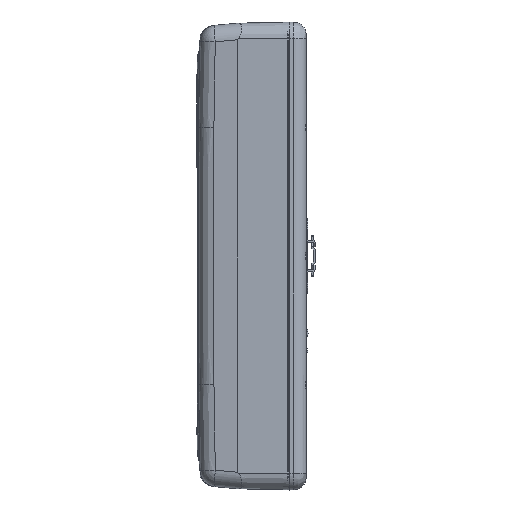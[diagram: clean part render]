
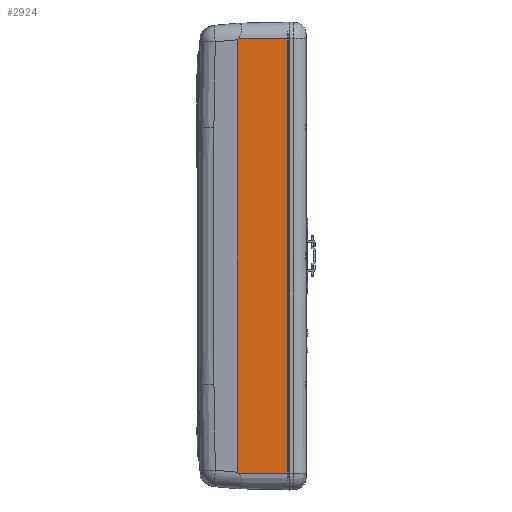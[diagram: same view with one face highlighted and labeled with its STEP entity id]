
A CAD part, left-side view. The second image highlights one B-rep face of the part: STEP entity #2924.
In plain terms, the highlighted planar face has unit normal (-1, 0.023, 0).
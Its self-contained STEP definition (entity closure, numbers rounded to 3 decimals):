
#1008 = CARTESIAN_POINT ( 'NONE',  ( -37.046, 207.206, -133.901 ) ) ;
#2924 = ADVANCED_FACE ( 'NONE', ( #23691 ), #53973, .T. ) ;
#5390 = VERTEX_POINT ( 'NONE', #20804 ) ;
#5609 = EDGE_CURVE ( 'NONE', #73852, #34382, #6351, .T. ) ;
#5653 = CARTESIAN_POINT ( 'NONE',  ( -37.753, 176.002, 258.298 ) ) ;
#6351 = LINE ( 'NONE', #29522, #15558 ) ;
#7316 = CARTESIAN_POINT ( 'NONE',  ( -38.104, 160.511, 178.297 ) ) ;
#8854 = DIRECTION ( 'NONE',  ( 0., 0., 1. ) ) ;
#9168 = EDGE_CURVE ( 'NONE', #5390, #36641, #71174, .T. ) ;
#10692 = CARTESIAN_POINT ( 'NONE',  ( -38.1, 160.716, -80.869 ) ) ;
#11214 = ORIENTED_EDGE ( 'NONE', *, *, #49562, .F. ) ;
#12007 =( BOUNDED_CURVE ( )  B_SPLINE_CURVE ( 3, ( #70310, #71420, #1008, #65739 ),
 .UNSPECIFIED., .F., .F. ) 
 B_SPLINE_CURVE_WITH_KNOTS ( ( 4, 4 ),
 ( 3.147, 3.203 ),
 .UNSPECIFIED. ) 
 CURVE ( )  GEOMETRIC_REPRESENTATION_ITEM ( )  RATIONAL_B_SPLINE_CURVE ( ( 1., 1., 1., 1. ) ) 
 REPRESENTATION_ITEM ( '' )  );
#13283 = CARTESIAN_POINT ( 'NONE',  ( -37.049, 206.986, 258.3 ) ) ;
#13390 = CARTESIAN_POINT ( 'NONE',  ( -38.097, 160.855, -134.202 ) ) ;
#13942 = B_SPLINE_CURVE_WITH_KNOTS ( 'NONE', 3,
 ( #36150, #59226, #42184, #7316 ),
 .UNSPECIFIED., .F., .F.,
 ( 4, 4 ),
 ( 0., 1. ),
 .UNSPECIFIED. ) ;
#15493 = VECTOR ( 'NONE', #31213, 1000. ) ;
#15558 = VECTOR ( 'NONE', #52603, 1000. ) ;
#16667 = CARTESIAN_POINT ( 'NONE',  ( -37.049, 206.986, 258.3 ) ) ;
#17099 = CARTESIAN_POINT ( 'NONE',  ( -37.043, 207.327, -133.329 ) ) ;
#20804 = CARTESIAN_POINT ( 'NONE',  ( -37.04, 207.356, 257.428 ) ) ;
#21644 = EDGE_CURVE ( 'NONE', #35921, #72622, #65269, .T. ) ;
#21673 = VERTEX_POINT ( 'NONE', #44415 ) ;
#22366 = ORIENTED_EDGE ( 'NONE', *, *, #30127, .T. ) ;
#23101 = CARTESIAN_POINT ( 'NONE',  ( -38.104, 160.511, 258.298 ) ) ;
#23691 = FACE_OUTER_BOUND ( 'NONE', #53978, .T. ) ;
#24088 = ORIENTED_EDGE ( 'NONE', *, *, #70381, .T. ) ;
#26685 = DIRECTION ( 'NONE',  ( -1., 0.023, 0. ) ) ;
#29254 = B_SPLINE_CURVE_WITH_KNOTS ( 'NONE', 3,
 ( #16667, #39415, #5653, #23101 ),
 .UNSPECIFIED., .F., .F.,
 ( 4, 4 ),
 ( 0., 1. ),
 .UNSPECIFIED. ) ;
#29522 = CARTESIAN_POINT ( 'NONE',  ( -38.104, 160.511, 62.049 ) ) ;
#30127 = EDGE_CURVE ( 'NONE', #72622, #70438, #50384, .T. ) ;
#30161 = CARTESIAN_POINT ( 'NONE',  ( -37.051, 206.964, -134.202 ) ) ;
#31213 = DIRECTION ( 'NONE',  ( -0.023, -1., 0. ) ) ;
#31306 = CARTESIAN_POINT ( 'NONE',  ( -38.101, 160.718, -54.202 ) ) ;
#31939 = ORIENTED_EDGE ( 'NONE', *, *, #5609, .T. ) ;
#32613 =( BOUNDED_CURVE ( )  B_SPLINE_CURVE ( 3, ( #13283, #36425, #42834, #59875 ),
 .UNSPECIFIED., .F., .F. ) 
 B_SPLINE_CURVE_WITH_KNOTS ( ( 4, 4 ),
 ( 3.08, 3.136 ),
 .UNSPECIFIED. ) 
 CURVE ( )  GEOMETRIC_REPRESENTATION_ITEM ( )  RATIONAL_B_SPLINE_CURVE ( ( 1., 1., 1., 1. ) ) 
 REPRESENTATION_ITEM ( '' )  );
#34382 = VERTEX_POINT ( 'NONE', #55536 ) ;
#35921 = VERTEX_POINT ( 'NONE', #30161 ) ;
#36150 = CARTESIAN_POINT ( 'NONE',  ( -38.101, 160.718, -54.202 ) ) ;
#36425 = CARTESIAN_POINT ( 'NONE',  ( -37.043, 207.234, 258.002 ) ) ;
#36641 = VERTEX_POINT ( 'NONE', #17099 ) ;
#37135 = DIRECTION ( 'NONE',  ( 0., 0., -1. ) ) ;
#39415 = CARTESIAN_POINT ( 'NONE',  ( -37.401, 191.493, 258.298 ) ) ;
#42184 = CARTESIAN_POINT ( 'NONE',  ( -38.103, 160.581, 100.797 ) ) ;
#42834 = CARTESIAN_POINT ( 'NONE',  ( -37.04, 207.356, 257.71 ) ) ;
#44415 = CARTESIAN_POINT ( 'NONE',  ( -37.049, 206.986, 258.3 ) ) ;
#46170 = CARTESIAN_POINT ( 'NONE',  ( -38.101, 160.712, -134.202 ) ) ;
#48848 = CARTESIAN_POINT ( 'NONE',  ( -37.042, 207.341, 62.045 ) ) ;
#49562 = EDGE_CURVE ( 'NONE', #21673, #34382, #29254, .T. ) ;
#50371 = CARTESIAN_POINT ( 'NONE',  ( -38.104, 160.511, 178.297 ) ) ;
#50384 = B_SPLINE_CURVE_WITH_KNOTS ( 'NONE', 3,
 ( #62600, #56189, #10692, #50500 ),
 .UNSPECIFIED., .F., .F.,
 ( 4, 4 ),
 ( 0., 1. ),
 .UNSPECIFIED. ) ;
#50500 = CARTESIAN_POINT ( 'NONE',  ( -38.101, 160.718, -54.202 ) ) ;
#52603 = DIRECTION ( 'NONE',  ( 0., 0., 1. ) ) ;
#53973 = PLANE ( 'NONE',  #64535 ) ;
#53978 = EDGE_LOOP ( 'NONE', ( #56871, #69705, #24088, #73284, #22366, #56446, #31939, #11214 ) ) ;
#54977 = EDGE_CURVE ( 'NONE', #21673, #5390, #32613, .T. ) ;
#55500 = EDGE_CURVE ( 'NONE', #70438, #73852, #13942, .T. ) ;
#55536 = CARTESIAN_POINT ( 'NONE',  ( -38.104, 160.511, 258.298 ) ) ;
#56189 = CARTESIAN_POINT ( 'NONE',  ( -38.101, 160.714, -107.535 ) ) ;
#56446 = ORIENTED_EDGE ( 'NONE', *, *, #55500, .T. ) ;
#56871 = ORIENTED_EDGE ( 'NONE', *, *, #54977, .T. ) ;
#58122 = VECTOR ( 'NONE', #37135, 1000. ) ;
#59226 = CARTESIAN_POINT ( 'NONE',  ( -38.101, 160.649, 23.297 ) ) ;
#59875 = CARTESIAN_POINT ( 'NONE',  ( -37.04, 207.356, 257.428 ) ) ;
#62600 = CARTESIAN_POINT ( 'NONE',  ( -38.101, 160.712, -134.202 ) ) ;
#64535 = AXIS2_PLACEMENT_3D ( 'NONE', #67173, #26685, #8854 ) ;
#65269 = LINE ( 'NONE', #13390, #15493 ) ;
#65739 = CARTESIAN_POINT ( 'NONE',  ( -37.051, 206.964, -134.202 ) ) ;
#67173 = CARTESIAN_POINT ( 'NONE',  ( -38.104, 160.512, 62.048 ) ) ;
#69705 = ORIENTED_EDGE ( 'NONE', *, *, #9168, .T. ) ;
#70310 = CARTESIAN_POINT ( 'NONE',  ( -37.043, 207.327, -133.329 ) ) ;
#70381 = EDGE_CURVE ( 'NONE', #36641, #35921, #12007, .T. ) ;
#70438 = VERTEX_POINT ( 'NONE', #31306 ) ;
#71174 = LINE ( 'NONE', #48848, #58122 ) ;
#71420 = CARTESIAN_POINT ( 'NONE',  ( -37.043, 207.327, -133.61 ) ) ;
#72622 = VERTEX_POINT ( 'NONE', #46170 ) ;
#73284 = ORIENTED_EDGE ( 'NONE', *, *, #21644, .T. ) ;
#73852 = VERTEX_POINT ( 'NONE', #50371 ) ;
